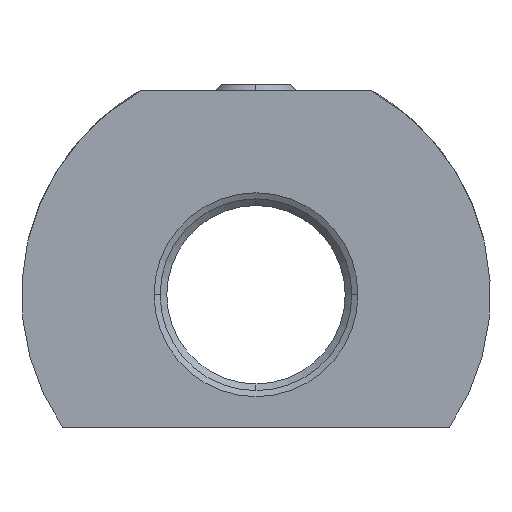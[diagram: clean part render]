
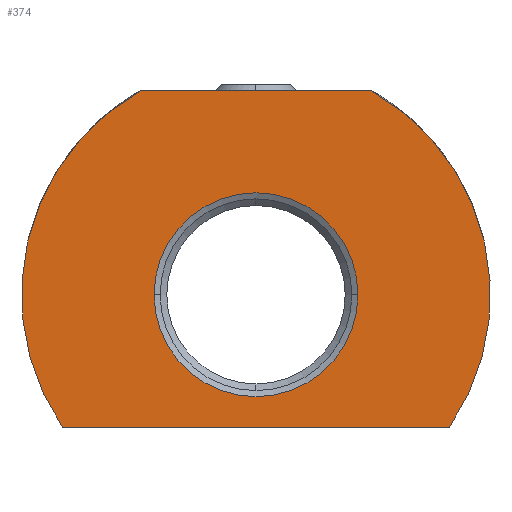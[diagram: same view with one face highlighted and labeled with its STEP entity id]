
A CAD part, front view. The second image highlights one B-rep face of the part: STEP entity #374.
In plain terms, the highlighted planar face has unit normal (0, -1, 0).
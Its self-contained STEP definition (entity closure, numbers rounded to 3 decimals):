
#288=EDGE_CURVE('',#508,#596,#820,.T.);
#308=EDGE_CURVE('',#582,#332,#845,.T.);
#332=VERTEX_POINT('',#873);
#368=EDGE_CURVE('',#620,#498,#913,.T.);
#374=ADVANCED_FACE('',(#919,#920),#921,.T.);
#492=EDGE_CURVE('',#498,#508,#1056,.T.);
#498=VERTEX_POINT('',#1062);
#508=VERTEX_POINT('',#1072);
#582=VERTEX_POINT('',#1150);
#584=EDGE_CURVE('',#596,#620,#1152,.T.);
#596=VERTEX_POINT('',#1166);
#598=EDGE_CURVE('',#332,#582,#1168,.T.);
#620=VERTEX_POINT('',#1190);
#820=LINE('',#1402,#1403);
#845=CIRCLE('',#1441,10.0);
#873=CARTESIAN_POINT('',(-10.,-7.5,13.0));
#913=LINE('',#1559,#1560);
#919=FACE_BOUND('',#1600,.T.);
#920=FACE_OUTER_BOUND('',#1601,.T.);
#921=PLANE('',#1602);
#1056=CIRCLE('',#1810,23.);
#1062=CARTESIAN_POINT('',(18.974,-7.5,0.));
#1072=CARTESIAN_POINT('',(11.358,-7.5,33.));
#1150=CARTESIAN_POINT('',(10.,-7.5,13.0));
#1152=CIRCLE('',#1948,23.);
#1166=CARTESIAN_POINT('',(-11.358,-7.5,33.));
#1168=CIRCLE('',#1978,10.0);
#1190=CARTESIAN_POINT('',(-18.974,-7.5,0.));
#1402=CARTESIAN_POINT('',(11.358,-7.5,33.));
#1403=VECTOR('',#2335,1.0);
#1441=AXIS2_PLACEMENT_3D('',#2386,#2387,#2388);
#1559=CARTESIAN_POINT('',(-18.974,-7.5,0.));
#1560=VECTOR('',#2474,1.0);
#1600=EDGE_LOOP('',(#2476,#2477));
#1601=EDGE_LOOP('',(#2478,#2479,#2480,#2481));
#1602=AXIS2_PLACEMENT_3D('',#2482,#2483,#2484);
#1810=AXIS2_PLACEMENT_3D('',#2671,#2672,#2673);
#1948=AXIS2_PLACEMENT_3D('',#2755,#2756,#2757);
#1978=AXIS2_PLACEMENT_3D('',#2781,#2782,#2783);
#2335=DIRECTION('',(-1.0,0.0,0.0));
#2386=CARTESIAN_POINT('',(0.,-7.5,13.0));
#2387=DIRECTION('',(0.0,1.0,0.0));
#2388=DIRECTION('',(-1.0,0.0,0.));
#2474=DIRECTION('',(1.0,0.0,0.0));
#2476=ORIENTED_EDGE('',*,*,#598,.T.);
#2477=ORIENTED_EDGE('',*,*,#308,.T.);
#2478=ORIENTED_EDGE('',*,*,#492,.T.);
#2479=ORIENTED_EDGE('',*,*,#288,.T.);
#2480=ORIENTED_EDGE('',*,*,#584,.T.);
#2481=ORIENTED_EDGE('',*,*,#368,.T.);
#2482=CARTESIAN_POINT('',(0.,-7.5,15.215));
#2483=DIRECTION('',(0.0,-1.0,0.0));
#2484=DIRECTION('',(1.0,0.0,0.0));
#2671=CARTESIAN_POINT('',(0.,-7.5,13.));
#2672=DIRECTION('',(0.0,-1.0,0.0));
#2673=DIRECTION('',(0.825,0.0,-0.565));
#2755=CARTESIAN_POINT('',(0.,-7.5,13.));
#2756=DIRECTION('',(0.0,-1.0,0.0));
#2757=DIRECTION('',(-0.494,0.0,0.87));
#2781=CARTESIAN_POINT('',(0.,-7.5,13.0));
#2782=DIRECTION('',(0.0,1.0,0.0));
#2783=DIRECTION('',(-1.0,0.0,0.));
